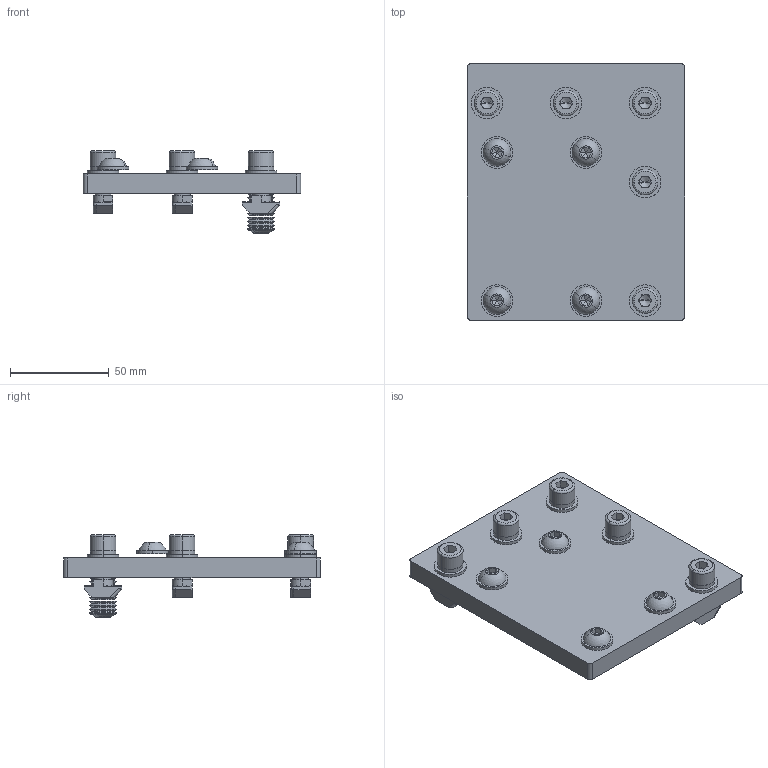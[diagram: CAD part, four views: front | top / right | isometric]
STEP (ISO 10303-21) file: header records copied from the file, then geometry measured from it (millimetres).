
FILE_DESCRIPTION (( 'STEP AP203' ), '1' );
FILE_NAME ('5.34.40.STA.STEP', '2014-11-05T01:59:12', ( 'USER' ), ( 'Microsoft' ), 'SwSTEP 2.0', 'SolidWorks 2012', '' );
FILE_SCHEMA (( 'CONFIG_CONTROL_DESIGN' ));
Length unit declared in the file: millimetre
Products named in the file (1): 5.34.40.STA
Bounding box: 110 x 130 x 41.7 mm (x, y, z)
Surface area: 46897.8 mm2 (no closed solid volume)
Topology: 0 solids, 52 shells, 425 faces, 1258 edges, 846 vertices
Faces by surface type: plane 177, cylinder 127, torus 60, cone 53, sphere 8
Entity records: 14104 total; most frequent: CARTESIAN_POINT 2840, DIRECTION 2513, ORIENTED_EDGE 1987, EDGE_CURVE 1248, AXIS2_PLACEMENT_3D 939, VERTEX_POINT 846, LINE 635, VECTOR 635
